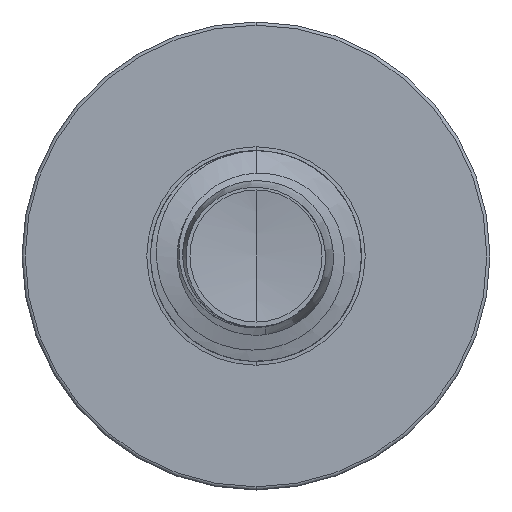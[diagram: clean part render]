
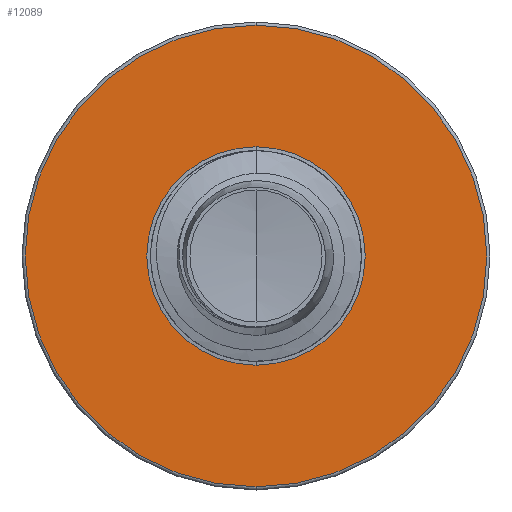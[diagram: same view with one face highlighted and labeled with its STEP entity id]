
A CAD part, front view. The second image highlights one B-rep face of the part: STEP entity #12089.
In plain terms, the highlighted planar face has unit normal (0, -1, 0).
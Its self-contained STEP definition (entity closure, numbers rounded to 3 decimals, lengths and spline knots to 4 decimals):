
#608 = CARTESIAN_POINT ( 'NONE',  ( 0., 8., -1.973 ) ) ;
#623 = DIRECTION ( 'NONE',  ( 0., 1., 0. ) ) ;
#2129 = ORIENTED_EDGE ( 'NONE', *, *, #24254, .F. ) ;
#2172 = EDGE_CURVE ( 'NONE', #10651, #5354, #22596, .T. ) ;
#2271 = EDGE_CURVE ( 'NONE', #4404, #21758, #21927, .T. ) ;
#4404 = VERTEX_POINT ( 'NONE', #608 ) ;
#4453 = EDGE_LOOP ( 'NONE', ( #2129, #6070 ) ) ;
#4950 = AXIS2_PLACEMENT_3D ( 'NONE', #24145, #28438, #15159 ) ;
#5354 = VERTEX_POINT ( 'NONE', #8302 ) ;
#6070 = ORIENTED_EDGE ( 'NONE', *, *, #2271, .F. ) ;
#6238 = CARTESIAN_POINT ( 'NONE',  ( 0., 8., 1.973 ) ) ;
#6460 = CARTESIAN_POINT ( 'NONE',  ( 0., 8., 0. ) ) ;
#8302 = CARTESIAN_POINT ( 'NONE',  ( 0., 8., -0.9332 ) ) ;
#9127 = DIRECTION ( 'NONE',  ( 0., 0., 1. ) ) ;
#9873 = AXIS2_PLACEMENT_3D ( 'NONE', #16391, #623, #18766 ) ;
#10651 = VERTEX_POINT ( 'NONE', #16472 ) ;
#12089 = ADVANCED_FACE ( 'NONE', ( #15702, #21173 ), #12611, .F. ) ;
#12611 = PLANE ( 'NONE',  #4950 ) ;
#14070 = DIRECTION ( 'NONE',  ( 0., 0., 1. ) ) ;
#14107 = DIRECTION ( 'NONE',  ( 0., 1., 0. ) ) ;
#14145 = CARTESIAN_POINT ( 'NONE',  ( 0., 8., 0. ) ) ;
#15001 = DIRECTION ( 'NONE',  ( 0., 0., 1. ) ) ;
#15025 = DIRECTION ( 'NONE',  ( 0., 1., 0. ) ) ;
#15035 = CARTESIAN_POINT ( 'NONE',  ( 0., 8., 0. ) ) ;
#15159 = DIRECTION ( 'NONE',  ( 0., 0., 1. ) ) ;
#15702 = FACE_OUTER_BOUND ( 'NONE', #4453, .T. ) ;
#16391 = CARTESIAN_POINT ( 'NONE',  ( 0., 8., 0. ) ) ;
#16472 = CARTESIAN_POINT ( 'NONE',  ( 0., 8., 0.9332 ) ) ;
#18766 = DIRECTION ( 'NONE',  ( 0., 0., 1. ) ) ;
#20810 = AXIS2_PLACEMENT_3D ( 'NONE', #6460, #23534, #9127 ) ;
#21173 = FACE_BOUND ( 'NONE', #21623, .T. ) ;
#21436 = EDGE_CURVE ( 'NONE', #5354, #10651, #30981, .T. ) ;
#21623 = EDGE_LOOP ( 'NONE', ( #22302, #28952 ) ) ;
#21758 = VERTEX_POINT ( 'NONE', #6238 ) ;
#21927 = CIRCLE ( 'NONE', #31293, 1.973 ) ;
#22302 = ORIENTED_EDGE ( 'NONE', *, *, #2172, .T. ) ;
#22596 = CIRCLE ( 'NONE', #23941, 0.9332 ) ;
#23534 = DIRECTION ( 'NONE',  ( 0., 1., 0. ) ) ;
#23941 = AXIS2_PLACEMENT_3D ( 'NONE', #15035, #15025, #15001 ) ;
#24145 = CARTESIAN_POINT ( 'NONE',  ( 0., 8., -0.9332 ) ) ;
#24254 = EDGE_CURVE ( 'NONE', #21758, #4404, #24736, .T. ) ;
#24736 = CIRCLE ( 'NONE', #20810, 1.973 ) ;
#28438 = DIRECTION ( 'NONE',  ( 0., 1., 0. ) ) ;
#28952 = ORIENTED_EDGE ( 'NONE', *, *, #21436, .T. ) ;
#30981 = CIRCLE ( 'NONE', #9873, 0.9332 ) ;
#31293 = AXIS2_PLACEMENT_3D ( 'NONE', #14145, #14107, #14070 ) ;
